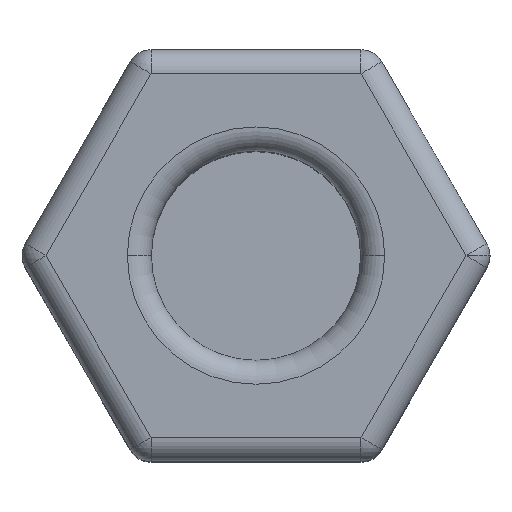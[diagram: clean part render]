
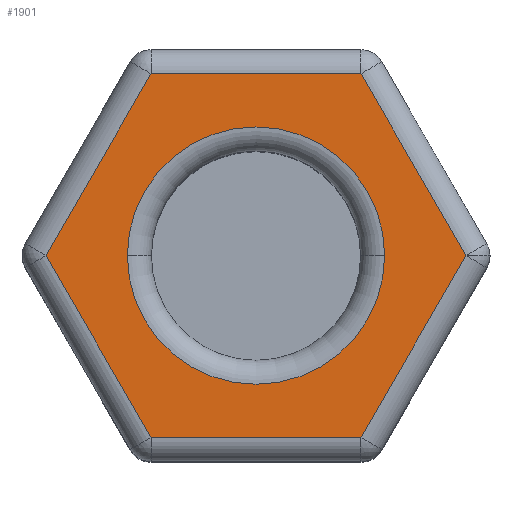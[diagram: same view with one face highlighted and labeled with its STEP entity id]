
A CAD part, top view. The second image highlights one B-rep face of the part: STEP entity #1901.
In plain terms, the highlighted planar face has unit normal (0, 0, 1).
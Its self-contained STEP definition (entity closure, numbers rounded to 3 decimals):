
#160 = EDGE_CURVE ( 'NONE', #1677, #1560, #1512, .T. ) ;
#169 = AXIS2_PLACEMENT_3D ( 'NONE', #1642, #586, #723 ) ;
#184 = EDGE_CURVE ( 'NONE', #758, #1511, #269, .T. ) ;
#195 = ORIENTED_EDGE ( 'NONE', *, *, #184, .T. ) ;
#257 = CARTESIAN_POINT ( 'NONE',  ( -6.12, 0., 13. ) ) ;
#269 = LINE ( 'NONE', #1792, #606 ) ;
#292 = CARTESIAN_POINT ( 'NONE',  ( 3.06, 5.3, 13. ) ) ;
#300 = CARTESIAN_POINT ( 'NONE',  ( 3.06, -5.3, 13. ) ) ;
#331 = CARTESIAN_POINT ( 'NONE',  ( -3.75, 0., 13. ) ) ;
#375 = DIRECTION ( 'NONE',  ( 0., 0., 1. ) ) ;
#460 = EDGE_CURVE ( 'NONE', #1062, #490, #1636, .T. ) ;
#474 = EDGE_LOOP ( 'NONE', ( #1175, #1672, #1639, #1588, #1656, #195 ) ) ;
#490 = VERTEX_POINT ( 'NONE', #300 ) ;
#500 = AXIS2_PLACEMENT_3D ( 'NONE', #1296, #375, #1433 ) ;
#535 = VECTOR ( 'NONE', #878, 1000. ) ;
#562 = CARTESIAN_POINT ( 'NONE',  ( -3.464, 5.3, 13. ) ) ;
#586 = DIRECTION ( 'NONE',  ( 0., 0., -1. ) ) ;
#606 = VECTOR ( 'NONE', #1016, 1000. ) ;
#612 = DIRECTION ( 'NONE',  ( -0.5, -0.866, 0. ) ) ;
#621 = LINE ( 'NONE', #1265, #872 ) ;
#670 = VERTEX_POINT ( 'NONE', #257 ) ;
#683 = CARTESIAN_POINT ( 'NONE',  ( 0., 0., 13. ) ) ;
#706 = CARTESIAN_POINT ( 'NONE',  ( 6.12, 0., 13. ) ) ;
#723 = DIRECTION ( 'NONE',  ( 1., 0., 0. ) ) ;
#730 = LINE ( 'NONE', #562, #535 ) ;
#742 = EDGE_CURVE ( 'NONE', #490, #758, #1326, .T. ) ;
#758 = VERTEX_POINT ( 'NONE', #706 ) ;
#872 = VECTOR ( 'NONE', #1883, 1000. ) ;
#878 = DIRECTION ( 'NONE',  ( -1., 0., 0. ) ) ;
#890 = VECTOR ( 'NONE', #1329, 1000. ) ;
#923 = FACE_OUTER_BOUND ( 'NONE', #474, .T. ) ;
#932 = VECTOR ( 'NONE', #1930, 1000. ) ;
#938 = AXIS2_PLACEMENT_3D ( 'NONE', #683, #987, #1947 ) ;
#987 = DIRECTION ( 'NONE',  ( 0., 0., -1. ) ) ;
#1016 = DIRECTION ( 'NONE',  ( -0.5, 0.866, 0. ) ) ;
#1062 = VERTEX_POINT ( 'NONE', #1280 ) ;
#1086 = EDGE_CURVE ( 'NONE', #670, #1062, #621, .T. ) ;
#1150 = VECTOR ( 'NONE', #612, 1000. ) ;
#1171 = CARTESIAN_POINT ( 'NONE',  ( 3.464, -5.3, 13. ) ) ;
#1175 = ORIENTED_EDGE ( 'NONE', *, *, #1229, .T. ) ;
#1218 = CIRCLE ( 'NONE', #938, 3.75 ) ;
#1229 = EDGE_CURVE ( 'NONE', #1511, #1387, #730, .T. ) ;
#1265 = CARTESIAN_POINT ( 'NONE',  ( -2.858, -5.65, 13. ) ) ;
#1270 = EDGE_CURVE ( 'NONE', #1560, #1677, #1218, .T. ) ;
#1280 = CARTESIAN_POINT ( 'NONE',  ( -3.06, -5.3, 13. ) ) ;
#1296 = CARTESIAN_POINT ( 'NONE',  ( 0., 0., 13. ) ) ;
#1319 = FACE_BOUND ( 'NONE', #1861, .T. ) ;
#1326 = LINE ( 'NONE', #1333, #932 ) ;
#1329 = DIRECTION ( 'NONE',  ( 1., 0., 0. ) ) ;
#1333 = CARTESIAN_POINT ( 'NONE',  ( 6.322, 0.35, 13. ) ) ;
#1387 = VERTEX_POINT ( 'NONE', #1845 ) ;
#1392 = EDGE_CURVE ( 'NONE', #1387, #670, #1948, .T. ) ;
#1433 = DIRECTION ( 'NONE',  ( 1., 0., 0. ) ) ;
#1482 = CARTESIAN_POINT ( 'NONE',  ( 3.75, 0., 13. ) ) ;
#1511 = VERTEX_POINT ( 'NONE', #292 ) ;
#1512 = CIRCLE ( 'NONE', #169, 3.75 ) ;
#1517 = CARTESIAN_POINT ( 'NONE',  ( -6.322, -0.35, 13. ) ) ;
#1560 = VERTEX_POINT ( 'NONE', #1482 ) ;
#1588 = ORIENTED_EDGE ( 'NONE', *, *, #460, .T. ) ;
#1636 = LINE ( 'NONE', #1171, #890 ) ;
#1639 = ORIENTED_EDGE ( 'NONE', *, *, #1086, .T. ) ;
#1642 = CARTESIAN_POINT ( 'NONE',  ( 0., 0., 13. ) ) ;
#1656 = ORIENTED_EDGE ( 'NONE', *, *, #742, .T. ) ;
#1672 = ORIENTED_EDGE ( 'NONE', *, *, #1392, .T. ) ;
#1677 = VERTEX_POINT ( 'NONE', #331 ) ;
#1678 = ORIENTED_EDGE ( 'NONE', *, *, #1270, .T. ) ;
#1792 = CARTESIAN_POINT ( 'NONE',  ( 2.858, 5.65, 13. ) ) ;
#1845 = CARTESIAN_POINT ( 'NONE',  ( -3.06, 5.3, 13. ) ) ;
#1861 = EDGE_LOOP ( 'NONE', ( #1678, #1949 ) ) ;
#1883 = DIRECTION ( 'NONE',  ( 0.5, -0.866, 0. ) ) ;
#1897 = PLANE ( 'NONE',  #500 ) ;
#1901 = ADVANCED_FACE ( 'NONE', ( #1319, #923 ), #1897, .T. ) ;
#1930 = DIRECTION ( 'NONE',  ( 0.5, 0.866, 0. ) ) ;
#1947 = DIRECTION ( 'NONE',  ( 1., 0., 0. ) ) ;
#1948 = LINE ( 'NONE', #1517, #1150 ) ;
#1949 = ORIENTED_EDGE ( 'NONE', *, *, #160, .T. ) ;
